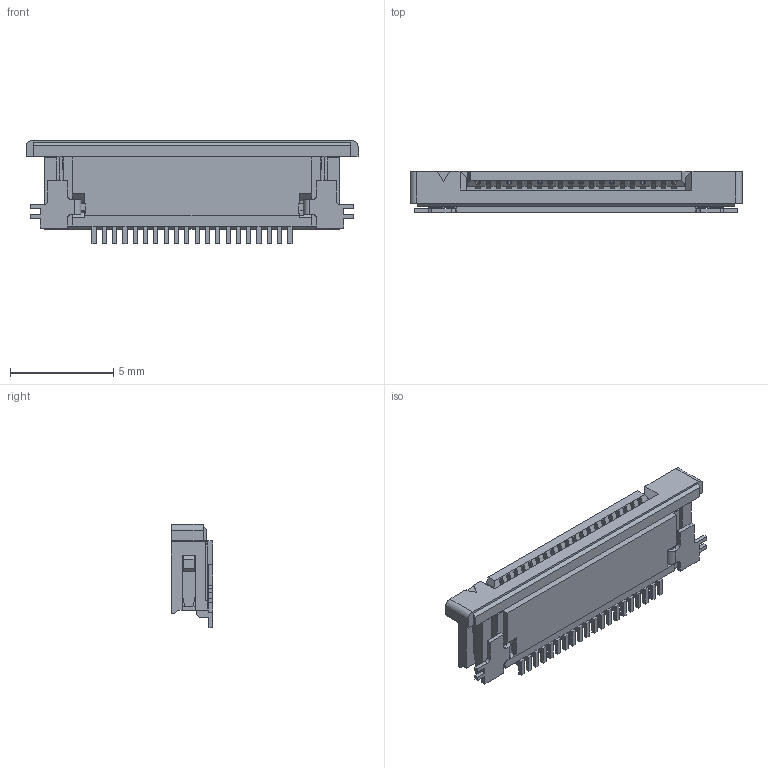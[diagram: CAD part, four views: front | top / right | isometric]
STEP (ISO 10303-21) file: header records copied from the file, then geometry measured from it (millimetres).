
FILE_DESCRIPTION((''),'2;1');
FILE_NAME('527452033','2019-07-11T',('gga'),(''),'PRO/ENGINEER BY PARAMETRIC TECHNOLOGY CORPORATION, 2016010','PRO/ENGINEER BY PARAMETRIC TECHNOLOGY CORPORATION, 2016010','');
FILE_SCHEMA(('CONFIG_CONTROL_DESIGN'));
Length unit declared in the file: millimetre
Products named in the file (1): 527452033
Bounding box: 16.1 x 2 x 5 mm (x, y, z)
Volume: 97.5 mm3; surface area: 489.4 mm2
Topology: 1 solids, 1 shells, 769 faces, 2309 edges, 1548 vertices
Faces by surface type: plane 693, cylinder 76
Entity records: 25420 total; most frequent: CARTESIAN_POINT 4561, ORIENTED_EDGE 4434, DIRECTION 3995, EDGE_CURVE 2217, VECTOR 2147, LINE 2147, VERTEX_POINT 1456, AXIS2_PLACEMENT_3D 924
